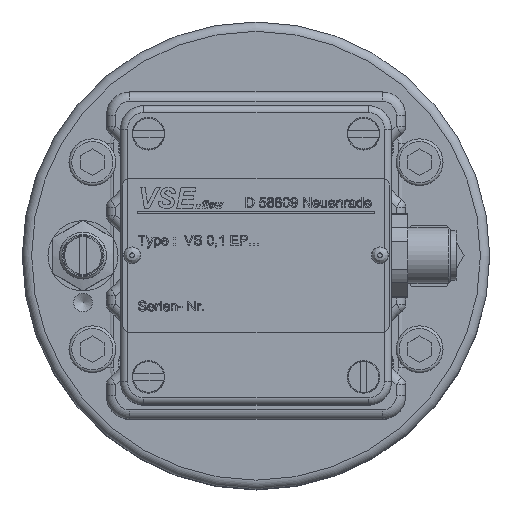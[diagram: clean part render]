
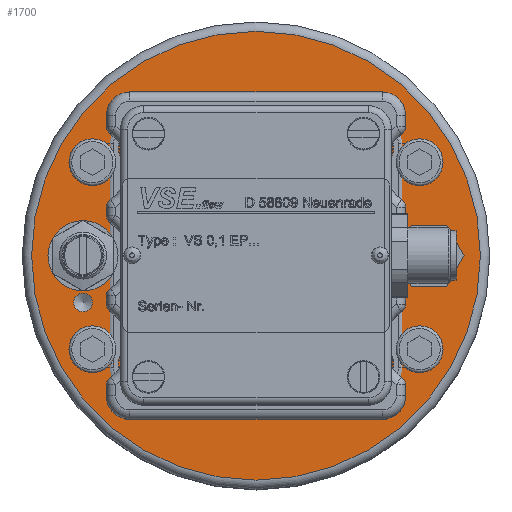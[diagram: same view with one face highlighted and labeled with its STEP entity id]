
A CAD part, top view. The second image highlights one B-rep face of the part: STEP entity #1700.
In plain terms, the highlighted planar face has unit normal (0, 0, 1).
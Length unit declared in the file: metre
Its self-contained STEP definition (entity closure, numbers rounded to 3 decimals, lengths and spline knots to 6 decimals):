
#1700 = ADVANCED_FACE( '', ( #3336, #3337, #3338, #3339, #3340, #3341, #3342, #3343, #3344, #3345, #3346, #3347, #3348, #3349 ), #3350, .F. );
#3336 = FACE_OUTER_BOUND( '', #5757, .T. );
#3337 = FACE_BOUND( '', #5758, .T. );
#3338 = FACE_BOUND( '', #5759, .T. );
#3339 = FACE_BOUND( '', #5760, .T. );
#3340 = FACE_BOUND( '', #5761, .T. );
#3341 = FACE_BOUND( '', #5762, .T. );
#3342 = FACE_BOUND( '', #5763, .T. );
#3343 = FACE_BOUND( '', #5764, .T. );
#3344 = FACE_BOUND( '', #5765, .T. );
#3345 = FACE_BOUND( '', #5766, .T. );
#3346 = FACE_BOUND( '', #5767, .T. );
#3347 = FACE_BOUND( '', #5768, .T. );
#3348 = FACE_BOUND( '', #5769, .T. );
#3349 = FACE_BOUND( '', #5770, .T. );
#3350 = PLANE( '', #5771 );
#5757 = EDGE_LOOP( '', ( #9998 ) );
#5758 = EDGE_LOOP( '', ( #9999 ) );
#5759 = EDGE_LOOP( '', ( #10000 ) );
#5760 = EDGE_LOOP( '', ( #10001 ) );
#5761 = EDGE_LOOP( '', ( #10002 ) );
#5762 = EDGE_LOOP( '', ( #10003 ) );
#5763 = EDGE_LOOP( '', ( #10004 ) );
#5764 = EDGE_LOOP( '', ( #10005 ) );
#5765 = EDGE_LOOP( '', ( #10006 ) );
#5766 = EDGE_LOOP( '', ( #10007 ) );
#5767 = EDGE_LOOP( '', ( #10008 ) );
#5768 = EDGE_LOOP( '', ( #10009 ) );
#5769 = EDGE_LOOP( '', ( #10010 ) );
#5770 = EDGE_LOOP( '', ( #10011 ) );
#5771 = AXIS2_PLACEMENT_3D( '', #10012, #10013, #10014 );
#9998 = ORIENTED_EDGE( '', *, *, #15622, .T. );
#9999 = ORIENTED_EDGE( '', *, *, #15623, .T. );
#10000 = ORIENTED_EDGE( '', *, *, #15636, .T. );
#10001 = ORIENTED_EDGE( '', *, *, #15637, .T. );
#10002 = ORIENTED_EDGE( '', *, *, #15638, .T. );
#10003 = ORIENTED_EDGE( '', *, *, #15639, .T. );
#10004 = ORIENTED_EDGE( '', *, *, #15640, .T. );
#10005 = ORIENTED_EDGE( '', *, *, #15641, .T. );
#10006 = ORIENTED_EDGE( '', *, *, #15642, .T. );
#10007 = ORIENTED_EDGE( '', *, *, #15643, .T. );
#10008 = ORIENTED_EDGE( '', *, *, #15644, .T. );
#10009 = ORIENTED_EDGE( '', *, *, #15645, .T. );
#10010 = ORIENTED_EDGE( '', *, *, #15646, .T. );
#10011 = ORIENTED_EDGE( '', *, *, #15647, .T. );
#10012 = CARTESIAN_POINT( '', ( 0., 0., 0. ) );
#10013 = DIRECTION( '', ( 0., 0., -1. ) );
#10014 = DIRECTION( '', ( -1., 0., 0. ) );
#15622 = EDGE_CURVE( '', #18144, #18144, #18145, .F. );
#15623 = EDGE_CURVE( '', #18146, #18146, #18147, .T. );
#15636 = EDGE_CURVE( '', #18170, #18170, #18171, .T. );
#15637 = EDGE_CURVE( '', #18172, #18172, #18173, .T. );
#15638 = EDGE_CURVE( '', #18174, #18174, #18175, .T. );
#15639 = EDGE_CURVE( '', #18176, #18176, #18177, .T. );
#15640 = EDGE_CURVE( '', #18178, #18178, #18179, .T. );
#15641 = EDGE_CURVE( '', #18180, #18180, #18181, .T. );
#15642 = EDGE_CURVE( '', #18182, #18182, #18183, .T. );
#15643 = EDGE_CURVE( '', #18184, #18184, #18185, .T. );
#15644 = EDGE_CURVE( '', #18186, #18186, #18187, .T. );
#15645 = EDGE_CURVE( '', #18188, #18188, #18189, .T. );
#15646 = EDGE_CURVE( '', #18190, #18190, #18191, .T. );
#15647 = EDGE_CURVE( '', #18192, #18192, #18193, .T. );
#18144 = VERTEX_POINT( '', #22283 );
#18145 = CIRCLE( '', #22284, 0.048 );
#18146 = VERTEX_POINT( '', #22285 );
#18147 = CIRCLE( '', #22286, 0.002 );
#18170 = VERTEX_POINT( '', #22309 );
#18171 = CIRCLE( '', #22310, 0.001621 );
#18172 = VERTEX_POINT( '', #22311 );
#18173 = CIRCLE( '', #22312, 0.001621 );
#18174 = VERTEX_POINT( '', #22313 );
#18175 = CIRCLE( '', #22314, 0.002067 );
#18176 = VERTEX_POINT( '', #22315 );
#18177 = CIRCLE( '', #22316, 0.002067 );
#18178 = VERTEX_POINT( '', #22317 );
#18179 = CIRCLE( '', #22318, 0.002067 );
#18180 = VERTEX_POINT( '', #22319 );
#18181 = CIRCLE( '', #22320, 0.002067 );
#18182 = VERTEX_POINT( '', #22321 );
#18183 = CIRCLE( '', #22322, 0.0038 );
#18184 = VERTEX_POINT( '', #22323 );
#18185 = CIRCLE( '', #22324, 0.0038 );
#18186 = VERTEX_POINT( '', #22325 );
#18187 = CIRCLE( '', #22326, 0.005 );
#18188 = VERTEX_POINT( '', #22327 );
#18189 = CIRCLE( '', #22328, 0.0038 );
#18190 = VERTEX_POINT( '', #22329 );
#18191 = CIRCLE( '', #22330, 0.0038 );
#18192 = VERTEX_POINT( '', #22331 );
#18193 = CIRCLE( '', #22332, 0.005 );
#22283 = CARTESIAN_POINT( '', ( -0.048, 0., 0. ) );
#22284 = AXIS2_PLACEMENT_3D( '', #29989, #29990, #29991 );
#22285 = CARTESIAN_POINT( '', ( -0.037, -0.012, 0. ) );
#22286 = AXIS2_PLACEMENT_3D( '', #29992, #29993, #29994 );
#22309 = CARTESIAN_POINT( '', ( -0.023, -0.019621, 0. ) );
#22310 = AXIS2_PLACEMENT_3D( '', #30028, #30029, #30030 );
#22311 = CARTESIAN_POINT( '', ( 0.023, 0.016379, 0. ) );
#22312 = AXIS2_PLACEMENT_3D( '', #30031, #30032, #30033 );
#22313 = CARTESIAN_POINT( '', ( -0.023, 0.023933, 0. ) );
#22314 = AXIS2_PLACEMENT_3D( '', #30034, #30035, #30036 );
#22315 = CARTESIAN_POINT( '', ( -0.023, -0.028067, 0. ) );
#22316 = AXIS2_PLACEMENT_3D( '', #30037, #30038, #30039 );
#22317 = CARTESIAN_POINT( '', ( 0.023, -0.028067, 0. ) );
#22318 = AXIS2_PLACEMENT_3D( '', #30040, #30041, #30042 );
#22319 = CARTESIAN_POINT( '', ( 0.023, 0.023933, 0. ) );
#22320 = AXIS2_PLACEMENT_3D( '', #30043, #30044, #30045 );
#22321 = CARTESIAN_POINT( '', ( -0.0388, -0.02, 0. ) );
#22322 = AXIS2_PLACEMENT_3D( '', #30046, #30047, #30048 );
#22323 = CARTESIAN_POINT( '', ( 0.0312, -0.02, 0. ) );
#22324 = AXIS2_PLACEMENT_3D( '', #30049, #30050, #30051 );
#22325 = CARTESIAN_POINT( '', ( 0.032, 0., 0. ) );
#22326 = AXIS2_PLACEMENT_3D( '', #30052, #30053, #30054 );
#22327 = CARTESIAN_POINT( '', ( 0.0312, 0.02, 0. ) );
#22328 = AXIS2_PLACEMENT_3D( '', #30055, #30056, #30057 );
#22329 = CARTESIAN_POINT( '', ( -0.0388, 0.02, 0. ) );
#22330 = AXIS2_PLACEMENT_3D( '', #30058, #30059, #30060 );
#22331 = CARTESIAN_POINT( '', ( -0.042, 0., 0. ) );
#22332 = AXIS2_PLACEMENT_3D( '', #30061, #30062, #30063 );
#29989 = CARTESIAN_POINT( '', ( 0., 0., 0. ) );
#29990 = DIRECTION( '', ( 0., 0., -1. ) );
#29991 = DIRECTION( '', ( -1., 0., 0. ) );
#29992 = CARTESIAN_POINT( '', ( -0.037, -0.01, 0. ) );
#29993 = DIRECTION( '', ( 0., 0., -1. ) );
#29994 = DIRECTION( '', ( 0., -1., 0. ) );
#30028 = CARTESIAN_POINT( '', ( -0.023, -0.018, 0. ) );
#30029 = DIRECTION( '', ( 0., 0., -1. ) );
#30030 = DIRECTION( '', ( 0., -1., 0. ) );
#30031 = CARTESIAN_POINT( '', ( 0.023, 0.018, 0. ) );
#30032 = DIRECTION( '', ( 0., 0., -1. ) );
#30033 = DIRECTION( '', ( 0., -1., 0. ) );
#30034 = CARTESIAN_POINT( '', ( -0.023, 0.026, 0. ) );
#30035 = DIRECTION( '', ( 0., 0., -1. ) );
#30036 = DIRECTION( '', ( 0., -1., 0. ) );
#30037 = CARTESIAN_POINT( '', ( -0.023, -0.026, 0. ) );
#30038 = DIRECTION( '', ( 0., 0., -1. ) );
#30039 = DIRECTION( '', ( 0., -1., 0. ) );
#30040 = CARTESIAN_POINT( '', ( 0.023, -0.026, 0. ) );
#30041 = DIRECTION( '', ( 0., 0., -1. ) );
#30042 = DIRECTION( '', ( 0., -1., 0. ) );
#30043 = CARTESIAN_POINT( '', ( 0.023, 0.026, 0. ) );
#30044 = DIRECTION( '', ( 0., 0., -1. ) );
#30045 = DIRECTION( '', ( 0., -1., 0. ) );
#30046 = CARTESIAN_POINT( '', ( -0.035, -0.02, 0. ) );
#30047 = DIRECTION( '', ( 0., 0., -1. ) );
#30048 = DIRECTION( '', ( -1., 0., 0. ) );
#30049 = CARTESIAN_POINT( '', ( 0.035, -0.02, 0. ) );
#30050 = DIRECTION( '', ( 0., 0., -1. ) );
#30051 = DIRECTION( '', ( -1., 0., 0. ) );
#30052 = CARTESIAN_POINT( '', ( 0.037, 0., 0. ) );
#30053 = DIRECTION( '', ( 0., 0., -1. ) );
#30054 = DIRECTION( '', ( -1., 0., 0. ) );
#30055 = CARTESIAN_POINT( '', ( 0.035, 0.02, 0. ) );
#30056 = DIRECTION( '', ( 0., 0., -1. ) );
#30057 = DIRECTION( '', ( -1., 0., 0. ) );
#30058 = CARTESIAN_POINT( '', ( -0.035, 0.02, 0. ) );
#30059 = DIRECTION( '', ( 0., 0., -1. ) );
#30060 = DIRECTION( '', ( -1., 0., 0. ) );
#30061 = CARTESIAN_POINT( '', ( -0.037, 0., 0. ) );
#30062 = DIRECTION( '', ( 0., 0., -1. ) );
#30063 = DIRECTION( '', ( -1., 0., 0. ) );
